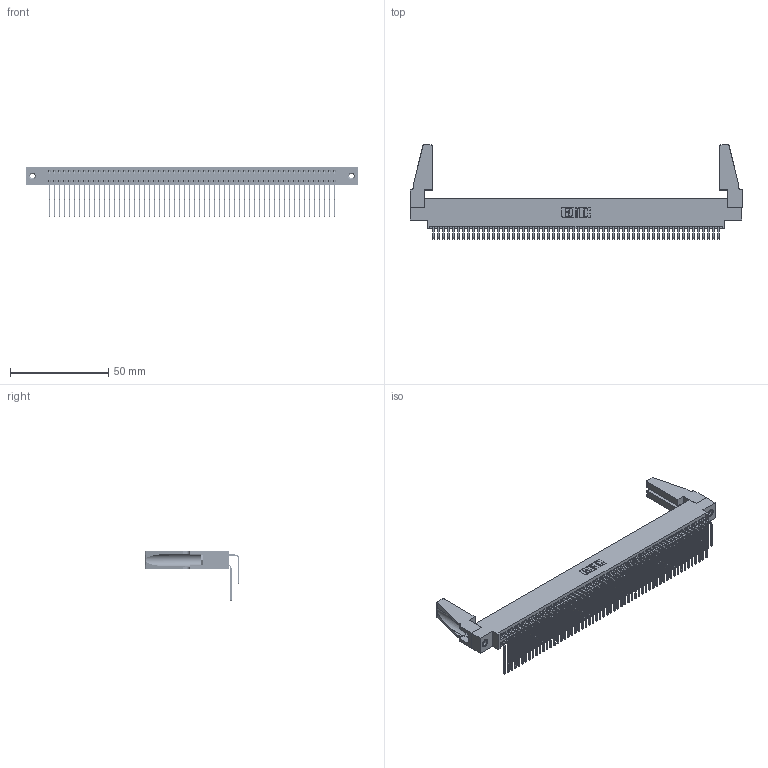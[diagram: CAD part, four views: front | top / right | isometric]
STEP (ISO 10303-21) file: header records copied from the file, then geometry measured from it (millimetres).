
FILE_DESCRIPTION (( 'STEP AP203' ), '1' );
FILE_NAME ('345-116-559-888.STEP', '2019-11-05T17:33:19', ( '' ), ( '' ), 'SwSTEP 2.0', 'SolidWorks 2016', '' );
FILE_SCHEMA (( 'CONFIG_CONTROL_DESIGN' ));
Length unit declared in the file: inch
Products named in the file (6): 345-116-559-888; 345-250-001_345-250-001-102; 345-220-078_345-220-088; 345 Part_0.170 Offset - 0.156 Dia-TH; 345-292-001_559 Tail - 2; 345-292-001_558 559 Tail - 1
Assembly tree (121 placements, depth 2):
  345-116-559-888
    345 Part_0.170 Offset - 0.156 Dia-TH
    345-292-001_558 559 Tail - 1  x58
    345-292-001_559 Tail - 2  x58
    345-250-001_345-250-001-102  x2
    345-220-078_345-220-088  x2
Bounding box: 168.55 x 47.74 x 25.53 mm (x, y, z)
Volume: 20330.3 mm3; surface area: 31966.1 mm2
Topology: 121 solids, 121 shells, 6286 faces, 18647 edges, 12266 vertices
Faces by surface type: plane 4216, cylinder 2054, cone 12, torus 4
Entity records: 47286 total; most frequent: CARTESIAN_POINT 7953, ORIENTED_EDGE 7796, DIRECTION 6970, EDGE_CURVE 3898, LINE 3452, VECTOR 3452, VERTEX_POINT 2590, AXIS2_PLACEMENT_3D 1759
